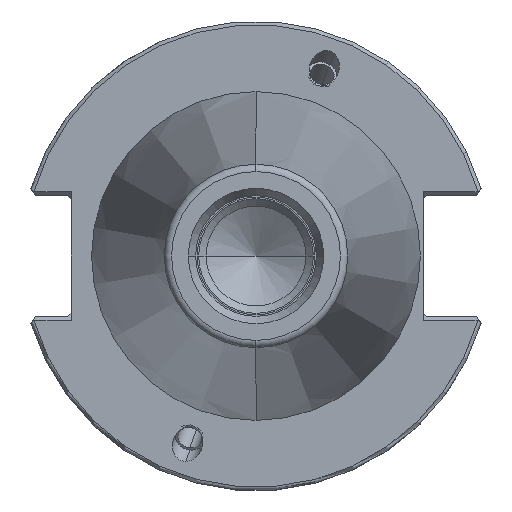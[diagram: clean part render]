
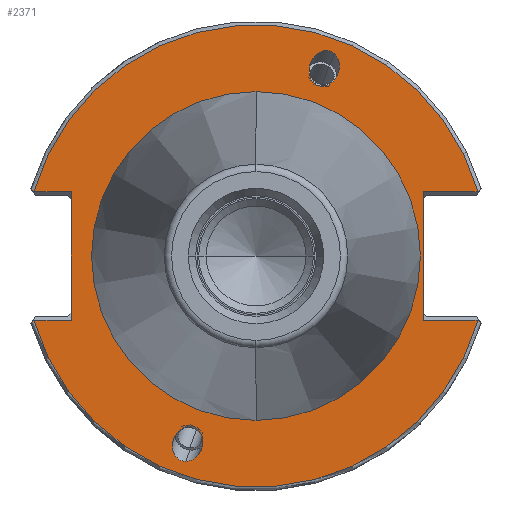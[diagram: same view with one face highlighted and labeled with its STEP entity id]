
A CAD part, left-side view. The second image highlights one B-rep face of the part: STEP entity #2371.
In plain terms, the highlighted planar face has unit normal (-1, 0, 0).
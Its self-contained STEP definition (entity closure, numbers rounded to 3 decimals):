
#116=CARTESIAN_POINT('',(3.175,0.,0.));
#117=DIRECTION('',(1.,0.,0.));
#118=DIRECTION('',(0.,1.,0.));
#119=AXIS2_PLACEMENT_3D('',#116,#117,#118);
#121=CARTESIAN_POINT('',(3.175,0.,0.));
#122=DIRECTION('',(1.,0.,0.));
#123=DIRECTION('',(0.,-1.,0.));
#124=AXIS2_PLACEMENT_3D('',#121,#122,#123);
#126=CARTESIAN_POINT('',(3.175,9.498,-27.766));
#127=CARTESIAN_POINT('',(3.175,9.257,-27.766));
#128=CARTESIAN_POINT('',(3.175,8.727,-27.663));
#129=CARTESIAN_POINT('',(3.175,7.941,-27.117));
#130=CARTESIAN_POINT('',(3.175,7.379,-26.257));
#131=CARTESIAN_POINT('',(3.175,7.151,-25.372));
#132=CARTESIAN_POINT('',(3.175,7.185,-24.486));
#133=CARTESIAN_POINT('',(3.175,7.557,-23.627));
#134=CARTESIAN_POINT('',(3.175,8.223,-23.08));
#135=CARTESIAN_POINT('',(3.175,8.731,-22.978));
#136=CARTESIAN_POINT('',(3.175,8.971,-22.978));
#138=CARTESIAN_POINT('',(3.175,8.971,-22.978));
#139=CARTESIAN_POINT('',(3.175,9.212,-22.978));
#140=CARTESIAN_POINT('',(3.175,9.742,-23.08));
#141=CARTESIAN_POINT('',(3.175,10.528,-23.627));
#142=CARTESIAN_POINT('',(3.175,11.09,-24.486));
#143=CARTESIAN_POINT('',(3.175,11.318,-25.372));
#144=CARTESIAN_POINT('',(3.175,11.284,-26.257));
#145=CARTESIAN_POINT('',(3.175,10.912,-27.117));
#146=CARTESIAN_POINT('',(3.175,10.246,-27.663));
#147=CARTESIAN_POINT('',(3.175,9.738,-27.766));
#148=CARTESIAN_POINT('',(3.175,9.498,-27.766));
#150=DIRECTION('',(0.,-1.,0.));
#151=VECTOR('',#150,5.017);
#152=CARTESIAN_POINT('',(3.175,30.017,8.69));
#153=LINE('',#152,#151);
#154=DIRECTION('',(0.,-1.,0.));
#155=VECTOR('',#154,7.417);
#156=CARTESIAN_POINT('',(3.175,-22.6,8.69));
#157=LINE('',#156,#155);
#158=DIRECTION('',(0.,1.,0.));
#159=VECTOR('',#158,7.417);
#160=CARTESIAN_POINT('',(3.175,-30.017,-8.69));
#161=LINE('',#160,#159);
#162=DIRECTION('',(0.,1.,0.));
#163=VECTOR('',#162,5.017);
#164=CARTESIAN_POINT('',(3.175,25.,-8.69));
#165=LINE('',#164,#163);
#166=CARTESIAN_POINT('',(3.175,-10.572,27.375));
#167=CARTESIAN_POINT('',(3.175,-10.756,27.22));
#168=CARTESIAN_POINT('',(3.175,-11.096,26.801));
#169=CARTESIAN_POINT('',(3.175,-11.347,25.877));
#170=CARTESIAN_POINT('',(3.175,-11.225,24.858));
#171=CARTESIAN_POINT('',(3.175,-10.83,24.033));
#172=CARTESIAN_POINT('',(3.175,-10.236,23.376));
#173=CARTESIAN_POINT('',(3.175,-9.398,22.957));
#174=CARTESIAN_POINT('',(3.175,-8.537,22.966));
#175=CARTESIAN_POINT('',(3.175,-8.081,23.214));
#176=CARTESIAN_POINT('',(3.175,-7.897,23.368));
#178=CARTESIAN_POINT('',(3.175,-7.897,23.368));
#179=CARTESIAN_POINT('',(3.175,-7.713,23.523));
#180=CARTESIAN_POINT('',(3.175,-7.373,23.943));
#181=CARTESIAN_POINT('',(3.175,-7.122,24.866));
#182=CARTESIAN_POINT('',(3.175,-7.244,25.886));
#183=CARTESIAN_POINT('',(3.175,-7.639,26.711));
#184=CARTESIAN_POINT('',(3.175,-8.233,27.368));
#185=CARTESIAN_POINT('',(3.175,-9.071,27.787));
#186=CARTESIAN_POINT('',(3.175,-9.932,27.777));
#187=CARTESIAN_POINT('',(3.175,-10.388,27.529));
#188=CARTESIAN_POINT('',(3.175,-10.572,27.375));
#558=DIRECTION('',(0.,0.,1.));
#559=VECTOR('',#558,17.38);
#560=CARTESIAN_POINT('',(3.175,-22.6,-8.69));
#561=LINE('',#560,#559);
#684=DIRECTION('',(0.,0.,-1.));
#685=VECTOR('',#684,17.38);
#686=CARTESIAN_POINT('',(3.175,25.,8.69));
#687=LINE('',#686,#685);
#832=CARTESIAN_POINT('',(3.175,0.,0.));
#833=DIRECTION('',(-1.,0.,0.));
#834=DIRECTION('',(0.,-0.961,0.278));
#835=AXIS2_PLACEMENT_3D('',#832,#833,#834);
#1168=CARTESIAN_POINT('',(3.175,0.,0.));
#1169=DIRECTION('',(-1.,0.,0.));
#1170=DIRECTION('',(0.,0.961,-0.278));
#1171=AXIS2_PLACEMENT_3D('',#1168,#1169,#1170);
#1874=CARTESIAN_POINT('',(3.175,22.2,0.));
#1875=CARTESIAN_POINT('',(3.175,-22.2,0.));
#1876=VERTEX_POINT('',#1874);
#1877=VERTEX_POINT('',#1875);
#1940=VERTEX_POINT('',#126);
#1941=VERTEX_POINT('',#136);
#1946=CARTESIAN_POINT('',(3.175,30.017,8.69));
#1947=CARTESIAN_POINT('',(3.175,25.,8.69));
#1948=VERTEX_POINT('',#1946);
#1949=VERTEX_POINT('',#1947);
#1954=CARTESIAN_POINT('',(3.175,25.,-8.69));
#1955=CARTESIAN_POINT('',(3.175,30.017,-8.69));
#1956=VERTEX_POINT('',#1954);
#1957=VERTEX_POINT('',#1955);
#1962=CARTESIAN_POINT('',(3.175,-22.6,8.69));
#1963=CARTESIAN_POINT('',(3.175,-30.017,8.69));
#1964=VERTEX_POINT('',#1962);
#1965=VERTEX_POINT('',#1963);
#1970=CARTESIAN_POINT('',(3.175,-30.017,
-8.69));
#1971=CARTESIAN_POINT('',(3.175,-22.6,-8.69));
#1972=VERTEX_POINT('',#1970);
#1973=VERTEX_POINT('',#1971);
#2134=CARTESIAN_POINT('',(3.175,-10.572,27.375));
#2135=VERTEX_POINT('',#2134);
#2136=CARTESIAN_POINT('',(3.175,-7.897,23.368));
#2137=VERTEX_POINT('',#2136);
#2332=CARTESIAN_POINT('',(3.175,0.,0.));
#2333=DIRECTION('',(1.,0.,0.));
#2334=DIRECTION('',(0.,0.,1.));
#2335=AXIS2_PLACEMENT_3D('',#2332,#2333,#2334);
#2336=PLANE('',#2335);
#2338=ORIENTED_EDGE('',*,*,#2337,.F.);
#2340=ORIENTED_EDGE('',*,*,#2339,.F.);
#2342=ORIENTED_EDGE('',*,*,#2341,.F.);
#2344=ORIENTED_EDGE('',*,*,#2343,.F.);
#2346=ORIENTED_EDGE('',*,*,#2345,.F.);
#2348=ORIENTED_EDGE('',*,*,#2347,.F.);
#2350=ORIENTED_EDGE('',*,*,#2349,.F.);
#2352=ORIENTED_EDGE('',*,*,#2351,.F.);
#2353=EDGE_LOOP('',(#2338,#2340,#2342,#2344,#2346,#2348,#2350,#2352));
#2354=FACE_OUTER_BOUND('',#2353,.F.);
#2356=ORIENTED_EDGE('',*,*,#2355,.T.);
#2358=ORIENTED_EDGE('',*,*,#2357,.T.);
#2359=EDGE_LOOP('',(#2356,#2358));
#2360=FACE_BOUND('',#2359,.F.);
#2361=ORIENTED_EDGE('',*,*,#2285,.F.);
#2362=ORIENTED_EDGE('',*,*,#2300,.F.);
#2363=EDGE_LOOP('',(#2361,#2362));
#2364=FACE_BOUND('',#2363,.F.);
#2366=ORIENTED_EDGE('',*,*,#2365,.F.);
#2368=ORIENTED_EDGE('',*,*,#2367,.F.);
#2369=EDGE_LOOP('',(#2366,#2368));
#2370=FACE_BOUND('',#2369,.F.);
#2371=ADVANCED_FACE('',(#2354,#2360,#2364,#2370),#2336,.F.);
#120=CIRCLE('',#119,22.2);
#125=CIRCLE('',#124,22.2);
#137=B_SPLINE_CURVE_WITH_KNOTS('',3,(#126,#127,#128,#129,#130,#131,#132,#133,
#134,#135,#136),.UNSPECIFIED.,.F.,.F.,(4,1,1,1,1,1,1,1,4),(0.,0.125,0.25,
0.375,0.5,0.625,0.75,0.875,1.),.UNSPECIFIED.);
#149=B_SPLINE_CURVE_WITH_KNOTS('',3,(#138,#139,#140,#141,#142,#143,#144,#145,
#146,#147,#148),.UNSPECIFIED.,.F.,.F.,(4,1,1,1,1,1,1,1,4),(0.,0.125,0.25,
0.375,0.5,0.625,0.75,0.875,1.),.UNSPECIFIED.);
#177=B_SPLINE_CURVE_WITH_KNOTS('',3,(#166,#167,#168,#169,#170,#171,#172,#173,
#174,#175,#176),.UNSPECIFIED.,.F.,.F.,(4,1,1,1,1,1,1,1,4),(0.,0.125,0.25,
0.375,0.5,0.625,0.75,0.875,1.),.UNSPECIFIED.);
#189=B_SPLINE_CURVE_WITH_KNOTS('',3,(#178,#179,#180,#181,#182,#183,#184,#185,
#186,#187,#188),.UNSPECIFIED.,.F.,.F.,(4,1,1,1,1,1,1,1,4),(0.,0.125,0.25,
0.375,0.5,0.625,0.75,0.875,1.),.UNSPECIFIED.);
#836=CIRCLE('',#835,31.25);
#1172=CIRCLE('',#1171,31.25);
#2285=EDGE_CURVE('',#1876,#1877,#120,.T.);
#2300=EDGE_CURVE('',#1877,#1876,#125,.T.);
#2337=EDGE_CURVE('',#1948,#1949,#153,.T.);
#2339=EDGE_CURVE('',#1965,#1948,#836,.T.);
#2341=EDGE_CURVE('',#1964,#1965,#157,.T.);
#2343=EDGE_CURVE('',#1973,#1964,#561,.T.);
#2345=EDGE_CURVE('',#1972,#1973,#161,.T.);
#2347=EDGE_CURVE('',#1957,#1972,#1172,.T.);
#2349=EDGE_CURVE('',#1956,#1957,#165,.T.);
#2351=EDGE_CURVE('',#1949,#1956,#687,.T.);
#2355=EDGE_CURVE('',#1940,#1941,#137,.T.);
#2357=EDGE_CURVE('',#1941,#1940,#149,.T.);
#2365=EDGE_CURVE('',#2135,#2137,#177,.T.);
#2367=EDGE_CURVE('',#2137,#2135,#189,.T.);
